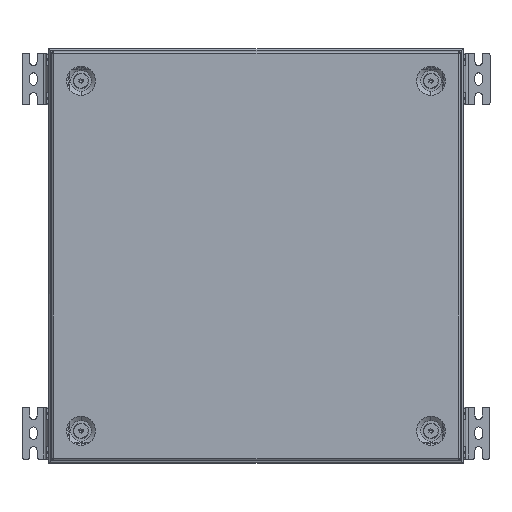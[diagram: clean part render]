
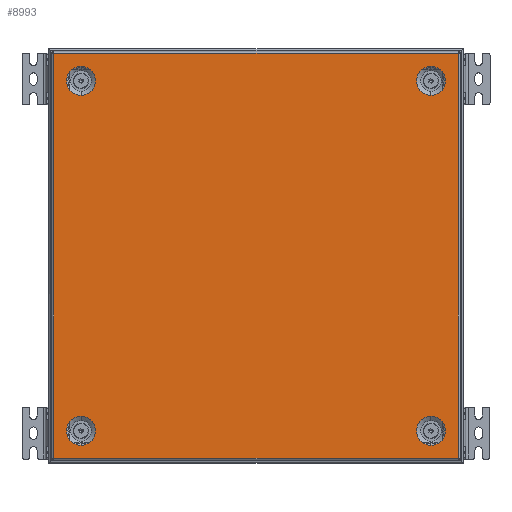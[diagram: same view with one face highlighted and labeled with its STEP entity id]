
A CAD part, top view. The second image highlights one B-rep face of the part: STEP entity #8993.
In plain terms, the highlighted planar face has unit normal (0, 0, 1).
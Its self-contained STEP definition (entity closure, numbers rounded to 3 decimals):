
#354 = DIRECTION ( 'NONE',  ( 1., 0., 0. ) ) ;
#394 = DIRECTION ( 'NONE',  ( 0., 0., 1. ) ) ;
#689 = CARTESIAN_POINT ( 'NONE',  ( -169., -169., 0. ) ) ;
#837 = VERTEX_POINT ( 'NONE', #12283 ) ;
#1018 = VERTEX_POINT ( 'NONE', #15580 ) ;
#1077 = CARTESIAN_POINT ( 'NONE',  ( -169., -183., 0. ) ) ;
#1184 = DIRECTION ( 'NONE',  ( 1., 0., 0. ) ) ;
#1396 = DIRECTION ( 'NONE',  ( -1., 0., 0. ) ) ;
#1576 = VERTEX_POINT ( 'NONE', #12040 ) ;
#1598 = LINE ( 'NONE', #27517, #3505 ) ;
#1646 = ORIENTED_EDGE ( 'NONE', *, *, #10817, .F. ) ;
#1813 = EDGE_CURVE ( 'NONE', #837, #21695, #25665, .T. ) ;
#2339 = EDGE_CURVE ( 'NONE', #3273, #25278, #21169, .T. ) ;
#2396 = EDGE_LOOP ( 'NONE', ( #16835, #23926 ) ) ;
#2405 = DIRECTION ( 'NONE',  ( 0., 0., 1. ) ) ;
#2577 = DIRECTION ( 'NONE',  ( 1., 0., 0. ) ) ;
#2599 = VERTEX_POINT ( 'NONE', #18515 ) ;
#2856 = EDGE_LOOP ( 'NONE', ( #6596, #1646 ) ) ;
#2897 = AXIS2_PLACEMENT_3D ( 'NONE', #689, #9198, #4306 ) ;
#2985 = CARTESIAN_POINT ( 'NONE',  ( -195.5, -195.5, 0. ) ) ;
#3043 = AXIS2_PLACEMENT_3D ( 'NONE', #11091, #13038, #2577 ) ;
#3273 = VERTEX_POINT ( 'NONE', #20713 ) ;
#3401 = CARTESIAN_POINT ( 'NONE',  ( 169., -169., 0. ) ) ;
#3411 = CARTESIAN_POINT ( 'NONE',  ( -195.5, 195.5, 0. ) ) ;
#3505 = VECTOR ( 'NONE', #25023, 1000. ) ;
#3951 = LINE ( 'NONE', #8571, #9228 ) ;
#4027 = CARTESIAN_POINT ( 'NONE',  ( 195.5, -195.5, 0. ) ) ;
#4277 = VECTOR ( 'NONE', #21658, 1000. ) ;
#4306 = DIRECTION ( 'NONE',  ( -1., 0., 0. ) ) ;
#4497 = LINE ( 'NONE', #13015, #4277 ) ;
#4619 = CARTESIAN_POINT ( 'NONE',  ( 169., 169., 0. ) ) ;
#4621 = FACE_BOUND ( 'NONE', #19374, .T. ) ;
#4659 = DIRECTION ( 'NONE',  ( 0., 0., 1. ) ) ;
#4762 = FACE_OUTER_BOUND ( 'NONE', #22289, .T. ) ;
#5036 = FACE_BOUND ( 'NONE', #2396, .T. ) ;
#5164 = DIRECTION ( 'NONE',  ( 0., 0., 1. ) ) ;
#5718 = CARTESIAN_POINT ( 'NONE',  ( 195.793, 195.5, 0. ) ) ;
#6121 = LINE ( 'NONE', #10062, #21036 ) ;
#6251 = ORIENTED_EDGE ( 'NONE', *, *, #12340, .T. ) ;
#6289 = LINE ( 'NONE', #10498, #27037 ) ;
#6596 = ORIENTED_EDGE ( 'NONE', *, *, #21268, .F. ) ;
#6634 = DIRECTION ( 'NONE',  ( 0., 0., 1. ) ) ;
#6663 = DIRECTION ( 'NONE',  ( -1., 0., 0. ) ) ;
#6690 = VERTEX_POINT ( 'NONE', #4027 ) ;
#7188 = DIRECTION ( 'NONE',  ( 0., 0., 1. ) ) ;
#7311 = VERTEX_POINT ( 'NONE', #22967 ) ;
#7415 = EDGE_CURVE ( 'NONE', #25278, #3273, #9075, .T. ) ;
#7738 = AXIS2_PLACEMENT_3D ( 'NONE', #10697, #6634, #19304 ) ;
#7774 = VERTEX_POINT ( 'NONE', #3411 ) ;
#7969 = DIRECTION ( 'NONE',  ( -1., 0., 0. ) ) ;
#8539 = EDGE_LOOP ( 'NONE', ( #23154, #24937 ) ) ;
#8571 = CARTESIAN_POINT ( 'NONE',  ( 195.5, -195.793, 0. ) ) ;
#8993 = ADVANCED_FACE ( 'NONE', ( #4762, #23990, #4621, #5036, #13673 ), #13269, .T. ) ;
#9075 = CIRCLE ( 'NONE', #7738, 14. ) ;
#9080 = CARTESIAN_POINT ( 'NONE',  ( 169., -155., 0. ) ) ;
#9198 = DIRECTION ( 'NONE',  ( 0., 0., 1. ) ) ;
#9228 = VECTOR ( 'NONE', #19003, 1000. ) ;
#9364 = DIRECTION ( 'NONE',  ( 1., 0., 0. ) ) ;
#9667 = AXIS2_PLACEMENT_3D ( 'NONE', #4619, #19524, #11869 ) ;
#9792 = VECTOR ( 'NONE', #7969, 1000. ) ;
#10062 = CARTESIAN_POINT ( 'NONE',  ( 195.793, 195.5, 0. ) ) ;
#10082 = CIRCLE ( 'NONE', #12236, 14. ) ;
#10417 = CARTESIAN_POINT ( 'NONE',  ( -195.5, 195.793, 0. ) ) ;
#10498 = CARTESIAN_POINT ( 'NONE',  ( -197.5, 195.5, 0. ) ) ;
#10697 = CARTESIAN_POINT ( 'NONE',  ( -169., -169., 0. ) ) ;
#10817 = EDGE_CURVE ( 'NONE', #7311, #25175, #10082, .T. ) ;
#10837 = AXIS2_PLACEMENT_3D ( 'NONE', #3401, #7188, #1184 ) ;
#11064 = DIRECTION ( 'NONE',  ( 1., 0., 0. ) ) ;
#11091 = CARTESIAN_POINT ( 'NONE',  ( 169., -169., 0. ) ) ;
#11312 = CARTESIAN_POINT ( 'NONE',  ( -169., 155., 0. ) ) ;
#11520 = CIRCLE ( 'NONE', #3043, 14. ) ;
#11869 = DIRECTION ( 'NONE',  ( -1., 0., 0. ) ) ;
#12040 = CARTESIAN_POINT ( 'NONE',  ( 195.4, 195.5, 0. ) ) ;
#12236 = AXIS2_PLACEMENT_3D ( 'NONE', #17314, #2405, #11064 ) ;
#12283 = CARTESIAN_POINT ( 'NONE',  ( 169., 183., 0. ) ) ;
#12340 = EDGE_CURVE ( 'NONE', #7774, #21389, #16938, .T. ) ;
#12442 = DIRECTION ( 'NONE',  ( 1., 0., 0. ) ) ;
#12457 = CARTESIAN_POINT ( 'NONE',  ( 195.5, 195.5, 0. ) ) ;
#12530 = EDGE_CURVE ( 'NONE', #21389, #20685, #13052, .T. ) ;
#13015 = CARTESIAN_POINT ( 'NONE',  ( -195.793, -195.5, 0. ) ) ;
#13020 = EDGE_CURVE ( 'NONE', #20685, #1018, #4497, .T. ) ;
#13038 = DIRECTION ( 'NONE',  ( 0., 0., 1. ) ) ;
#13052 = LINE ( 'NONE', #19435, #25200 ) ;
#13269 = PLANE ( 'NONE',  #15343 ) ;
#13317 = VERTEX_POINT ( 'NONE', #9080 ) ;
#13673 = FACE_BOUND ( 'NONE', #8539, .T. ) ;
#14055 = EDGE_CURVE ( 'NONE', #6690, #21700, #3951, .T. ) ;
#14057 = VECTOR ( 'NONE', #22953, 1000. ) ;
#14605 = CARTESIAN_POINT ( 'NONE',  ( -195.4, -195.5, 0. ) ) ;
#14618 = EDGE_CURVE ( 'NONE', #7774, #2599, #6289, .T. ) ;
#14778 = LINE ( 'NONE', #5718, #9792 ) ;
#14820 = ORIENTED_EDGE ( 'NONE', *, *, #14055, .T. ) ;
#15099 = ORIENTED_EDGE ( 'NONE', *, *, #27279, .T. ) ;
#15343 = AXIS2_PLACEMENT_3D ( 'NONE', #20081, #5164, #9364 ) ;
#15580 = CARTESIAN_POINT ( 'NONE',  ( 195.4, -195.5, 0. ) ) ;
#15911 = EDGE_CURVE ( 'NONE', #19691, #13317, #11520, .T. ) ;
#16835 = ORIENTED_EDGE ( 'NONE', *, *, #2339, .F. ) ;
#16938 = LINE ( 'NONE', #10417, #14057 ) ;
#17116 = CARTESIAN_POINT ( 'NONE',  ( 169., 169., 0. ) ) ;
#17128 = ORIENTED_EDGE ( 'NONE', *, *, #14618, .F. ) ;
#17314 = CARTESIAN_POINT ( 'NONE',  ( -169., 169., 0. ) ) ;
#17762 = ORIENTED_EDGE ( 'NONE', *, *, #19673, .F. ) ;
#18515 = CARTESIAN_POINT ( 'NONE',  ( -195.4, 195.5, 0. ) ) ;
#18666 = CIRCLE ( 'NONE', #19093, 14. ) ;
#18697 = EDGE_CURVE ( 'NONE', #1018, #6690, #1598, .T. ) ;
#19003 = DIRECTION ( 'NONE',  ( 0., 1., 0. ) ) ;
#19056 = CIRCLE ( 'NONE', #26629, 14. ) ;
#19093 = AXIS2_PLACEMENT_3D ( 'NONE', #21541, #4659, #21820 ) ;
#19304 = DIRECTION ( 'NONE',  ( -1., 0., 0. ) ) ;
#19374 = EDGE_LOOP ( 'NONE', ( #17762, #25016 ) ) ;
#19435 = CARTESIAN_POINT ( 'NONE',  ( -195.793, -195.5, 0. ) ) ;
#19524 = DIRECTION ( 'NONE',  ( 0., 0., 1. ) ) ;
#19673 = EDGE_CURVE ( 'NONE', #21695, #837, #19056, .T. ) ;
#19691 = VERTEX_POINT ( 'NONE', #25359 ) ;
#20081 = CARTESIAN_POINT ( 'NONE',  ( 0., 0., 0. ) ) ;
#20685 = VERTEX_POINT ( 'NONE', #14605 ) ;
#20713 = CARTESIAN_POINT ( 'NONE',  ( -169., -155., 0. ) ) ;
#21036 = VECTOR ( 'NONE', #1396, 1000. ) ;
#21169 = CIRCLE ( 'NONE', #2897, 14. ) ;
#21268 = EDGE_CURVE ( 'NONE', #25175, #7311, #18666, .T. ) ;
#21389 = VERTEX_POINT ( 'NONE', #2985 ) ;
#21541 = CARTESIAN_POINT ( 'NONE',  ( -169., 169., 0. ) ) ;
#21658 = DIRECTION ( 'NONE',  ( 1., 0., 0. ) ) ;
#21695 = VERTEX_POINT ( 'NONE', #23177 ) ;
#21700 = VERTEX_POINT ( 'NONE', #12457 ) ;
#21820 = DIRECTION ( 'NONE',  ( 1., 0., 0. ) ) ;
#22093 = EDGE_CURVE ( 'NONE', #1576, #2599, #14778, .T. ) ;
#22289 = EDGE_LOOP ( 'NONE', ( #15099, #23741, #17128, #6251, #25355, #24996, #24033, #14820 ) ) ;
#22849 = CIRCLE ( 'NONE', #10837, 14. ) ;
#22953 = DIRECTION ( 'NONE',  ( 0., -1., 0. ) ) ;
#22967 = CARTESIAN_POINT ( 'NONE',  ( -169., 183., 0. ) ) ;
#23154 = ORIENTED_EDGE ( 'NONE', *, *, #26682, .F. ) ;
#23177 = CARTESIAN_POINT ( 'NONE',  ( 169., 155., 0. ) ) ;
#23741 = ORIENTED_EDGE ( 'NONE', *, *, #22093, .T. ) ;
#23926 = ORIENTED_EDGE ( 'NONE', *, *, #7415, .F. ) ;
#23990 = FACE_BOUND ( 'NONE', #2856, .T. ) ;
#24033 = ORIENTED_EDGE ( 'NONE', *, *, #18697, .T. ) ;
#24937 = ORIENTED_EDGE ( 'NONE', *, *, #15911, .F. ) ;
#24996 = ORIENTED_EDGE ( 'NONE', *, *, #13020, .T. ) ;
#25016 = ORIENTED_EDGE ( 'NONE', *, *, #1813, .F. ) ;
#25023 = DIRECTION ( 'NONE',  ( 1., 0., 0. ) ) ;
#25175 = VERTEX_POINT ( 'NONE', #11312 ) ;
#25200 = VECTOR ( 'NONE', #354, 1000. ) ;
#25278 = VERTEX_POINT ( 'NONE', #1077 ) ;
#25355 = ORIENTED_EDGE ( 'NONE', *, *, #12530, .T. ) ;
#25359 = CARTESIAN_POINT ( 'NONE',  ( 169., -183., 0. ) ) ;
#25665 = CIRCLE ( 'NONE', #9667, 14. ) ;
#26629 = AXIS2_PLACEMENT_3D ( 'NONE', #17116, #394, #6663 ) ;
#26682 = EDGE_CURVE ( 'NONE', #13317, #19691, #22849, .T. ) ;
#27037 = VECTOR ( 'NONE', #12442, 1000. ) ;
#27279 = EDGE_CURVE ( 'NONE', #21700, #1576, #6121, .T. ) ;
#27517 = CARTESIAN_POINT ( 'NONE',  ( 197.5, -195.5, 0. ) ) ;
